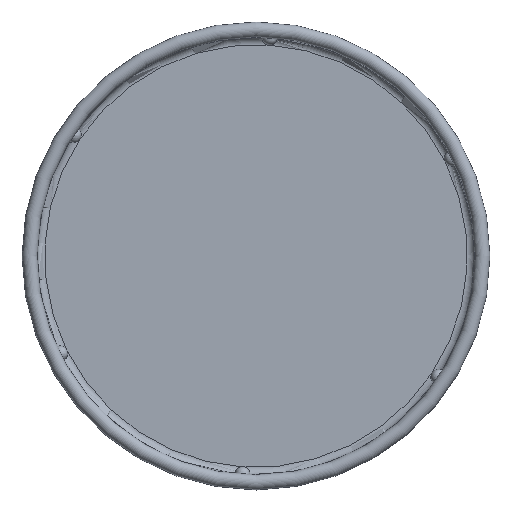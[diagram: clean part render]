
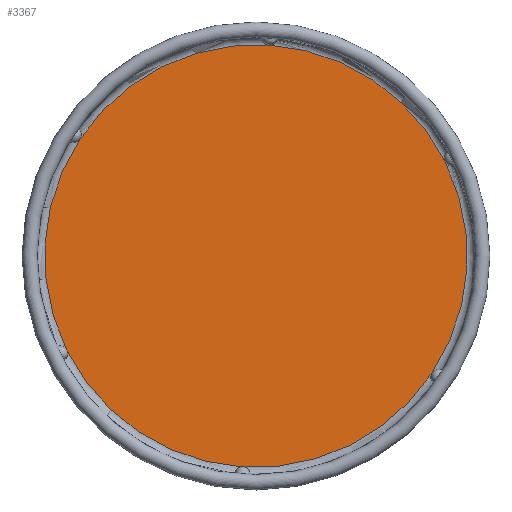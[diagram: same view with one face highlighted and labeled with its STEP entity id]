
A CAD part, top view. The second image highlights one B-rep face of the part: STEP entity #3367.
In plain terms, the highlighted planar face has unit normal (0, 0, 1).
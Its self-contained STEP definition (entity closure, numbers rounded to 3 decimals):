
#83=PLANE('',#3486);
#784=FACE_OUTER_BOUND('',#978,.T.);
#978=EDGE_LOOP('',(#3172,#3173,#3174,#3175,#3176,#3177));
#981=CIRCLE('',#3387,28.);
#990=CIRCLE('',#3400,28.);
#992=CIRCLE('',#3405,28.);
#994=CIRCLE('',#3410,28.);
#996=CIRCLE('',#3415,28.);
#1003=CIRCLE('',#3485,28.);
#1298=VERTEX_POINT('',#3931);
#1301=VERTEX_POINT('',#3969);
#1328=VERTEX_POINT('',#4155);
#1329=VERTEX_POINT('',#4189);
#1330=VERTEX_POINT('',#4231);
#1331=VERTEX_POINT('',#4265);
#1645=EDGE_CURVE('',#1301,#1298,#981,.T.);
#1677=EDGE_CURVE('',#1328,#1329,#990,.T.);
#1681=EDGE_CURVE('',#1298,#1328,#992,.T.);
#1685=EDGE_CURVE('',#1330,#1331,#994,.T.);
#1689=EDGE_CURVE('',#1329,#1330,#996,.T.);
#2149=EDGE_CURVE('',#1331,#1301,#1003,.T.);
#3172=ORIENTED_EDGE('',*,*,#1645,.F.);
#3173=ORIENTED_EDGE('',*,*,#2149,.F.);
#3174=ORIENTED_EDGE('',*,*,#1685,.F.);
#3175=ORIENTED_EDGE('',*,*,#1689,.F.);
#3176=ORIENTED_EDGE('',*,*,#1677,.F.);
#3177=ORIENTED_EDGE('',*,*,#1681,.F.);
#3367=ADVANCED_FACE('',(#784),#83,.T.);
#3387=AXIS2_PLACEMENT_3D('',#3986,#3501,#3502);
#3400=AXIS2_PLACEMENT_3D('',#4190,#3538,#3539);
#3405=AXIS2_PLACEMENT_3D('',#4227,#3548,#3549);
#3410=AXIS2_PLACEMENT_3D('',#4266,#3558,#3559);
#3415=AXIS2_PLACEMENT_3D('',#4303,#3568,#3569);
#3485=AXIS2_PLACEMENT_3D('',#8389,#3894,#3895);
#3486=AXIS2_PLACEMENT_3D('',#8390,#3896,#3897);
#3501=DIRECTION('center_axis',(0.,0.,-1.));
#3502=DIRECTION('ref_axis',(1.,0.,0.));
#3538=DIRECTION('center_axis',(0.,0.,-1.));
#3539=DIRECTION('ref_axis',(1.,0.,0.));
#3548=DIRECTION('center_axis',(0.,0.,-1.));
#3549=DIRECTION('ref_axis',(1.,0.,0.));
#3558=DIRECTION('center_axis',(0.,0.,-1.));
#3559=DIRECTION('ref_axis',(1.,0.,0.));
#3568=DIRECTION('center_axis',(0.,0.,-1.));
#3569=DIRECTION('ref_axis',(1.,0.,0.));
#3894=DIRECTION('center_axis',(0.,0.,-1.));
#3895=DIRECTION('ref_axis',(1.,0.,0.));
#3896=DIRECTION('center_axis',(0.,0.,1.));
#3897=DIRECTION('ref_axis',(1.,0.,0.));
#3931=CARTESIAN_POINT('',(-25.068,-12.474,-4.));
#3969=CARTESIAN_POINT('',(-1.731,-27.946,-4.));
#3986=CARTESIAN_POINT('Origin',(0.,0.,-4.));
#4155=CARTESIAN_POINT('',(-23.337,15.472,-4.));
#4189=CARTESIAN_POINT('',(1.731,27.946,-4.));
#4190=CARTESIAN_POINT('Origin',(0.,0.,-4.));
#4227=CARTESIAN_POINT('Origin',(0.,0.,-4.));
#4231=CARTESIAN_POINT('',(25.068,12.474,-4.));
#4265=CARTESIAN_POINT('',(23.337,-15.472,-4.));
#4266=CARTESIAN_POINT('Origin',(0.,0.,-4.));
#4303=CARTESIAN_POINT('Origin',(0.,0.,-4.));
#8389=CARTESIAN_POINT('Origin',(0.,0.,-4.));
#8390=CARTESIAN_POINT('Origin',(-29.,0.,-4.));
